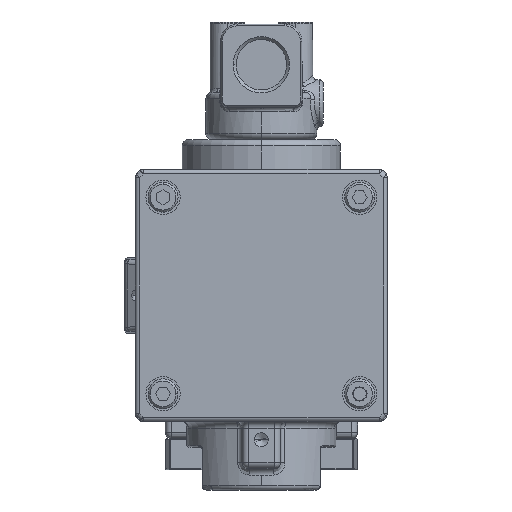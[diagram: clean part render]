
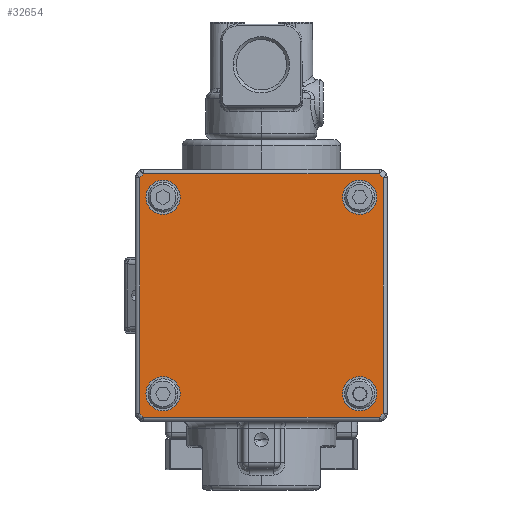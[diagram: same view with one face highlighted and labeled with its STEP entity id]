
A CAD part, left-side view. The second image highlights one B-rep face of the part: STEP entity #32654.
In plain terms, the highlighted face is planar.
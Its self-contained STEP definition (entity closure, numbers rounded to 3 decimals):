
#31692=DIRECTION('',(0.,0.707,0.707));
#31693=VECTOR('',#31692,1.293);
#31694=CARTESIAN_POINT('',(73.,-28.5,-25.914));
#31695=LINE('',#31694,#31693);
#31696=DIRECTION('',(0.,0.707,-0.707));
#31697=VECTOR('',#31696,1.293);
#31698=CARTESIAN_POINT('',(73.,27.586,-25.));
#31699=LINE('',#31698,#31697);
#31700=DIRECTION('',(0.,-0.707,
-0.707));
#31701=VECTOR('',#31700,1.293);
#31702=CARTESIAN_POINT('',(73.,28.5,-81.086));
#31703=LINE('',#31702,#31701);
#31704=DIRECTION('',(0.,-0.707,0.707));
#31705=VECTOR('',#31704,1.293);
#31706=CARTESIAN_POINT('',(73.,-27.586,-82.));
#31707=LINE('',#31706,#31705);
#31708=CARTESIAN_POINT('',(73.,23.,-30.5));
#31709=DIRECTION('',(1.,0.,0.));
#31710=DIRECTION('',(0.,-1.,0.));
#31711=AXIS2_PLACEMENT_3D('',#31708,#31709,#31710);
#31713=CARTESIAN_POINT('',(73.,23.,-30.5));
#31714=DIRECTION('',(1.,0.,0.));
#31715=DIRECTION('',(0.,1.,0.));
#31716=AXIS2_PLACEMENT_3D('',#31713,#31714,#31715);
#31718=CARTESIAN_POINT('',(73.,-23.,-30.5));
#31719=DIRECTION('',(1.,0.,0.));
#31720=DIRECTION('',(0.,-1.,0.));
#31721=AXIS2_PLACEMENT_3D('',#31718,#31719,#31720);
#31723=CARTESIAN_POINT('',(73.,-23.,-30.5));
#31724=DIRECTION('',(1.,0.,0.));
#31725=DIRECTION('',(0.,1.,0.));
#31726=AXIS2_PLACEMENT_3D('',#31723,#31724,#31725);
#31728=CARTESIAN_POINT('',(73.,23.,-76.5));
#31729=DIRECTION('',(1.,0.,0.));
#31730=DIRECTION('',(0.,-1.,0.));
#31731=AXIS2_PLACEMENT_3D('',#31728,#31729,#31730);
#31733=CARTESIAN_POINT('',(73.,23.,-76.5));
#31734=DIRECTION('',(1.,0.,0.));
#31735=DIRECTION('',(0.,1.,0.));
#31736=AXIS2_PLACEMENT_3D('',#31733,#31734,#31735);
#31738=CARTESIAN_POINT('',(73.,-23.,-76.5));
#31739=DIRECTION('',(1.,0.,0.));
#31740=DIRECTION('',(0.,-1.,0.));
#31741=AXIS2_PLACEMENT_3D('',#31738,#31739,#31740);
#31743=CARTESIAN_POINT('',(73.,-23.,-76.5));
#31744=DIRECTION('',(1.,0.,0.));
#31745=DIRECTION('',(0.,1.,0.));
#31746=AXIS2_PLACEMENT_3D('',#31743,#31744,#31745);
#31752=DIRECTION('',(0.,-1.,0.));
#31753=VECTOR('',#31752,55.172);
#31754=CARTESIAN_POINT('',(73.,27.586,-25.));
#31755=LINE('',#31754,#31753);
#31826=DIRECTION('',(0.,0.,1.));
#31827=VECTOR('',#31826,55.172);
#31828=CARTESIAN_POINT('',(73.,28.5,-81.086));
#31829=LINE('',#31828,#31827);
#31888=DIRECTION('',(0.,1.,0.));
#31889=VECTOR('',#31888,55.172);
#31890=CARTESIAN_POINT('',(73.,-27.586,-82.));
#31891=LINE('',#31890,#31889);
#31950=DIRECTION('',(0.,0.,-1.));
#31951=VECTOR('',#31950,55.172);
#31952=CARTESIAN_POINT('',(73.,-28.5,-25.914));
#31953=LINE('',#31952,#31951);
#32260=CARTESIAN_POINT('',(73.,-28.5,-25.914));
#32261=CARTESIAN_POINT('',(73.,-27.586,-25.));
#32262=VERTEX_POINT('',#32260);
#32263=VERTEX_POINT('',#32261);
#32264=CARTESIAN_POINT('',(73.,-28.5,-81.086));
#32265=VERTEX_POINT('',#32264);
#32266=CARTESIAN_POINT('',(73.,-27.586,-82.));
#32267=VERTEX_POINT('',#32266);
#32268=CARTESIAN_POINT('',(73.,27.586,-82.));
#32269=VERTEX_POINT('',#32268);
#32270=CARTESIAN_POINT('',(73.,28.5,-81.086));
#32271=VERTEX_POINT('',#32270);
#32272=CARTESIAN_POINT('',(73.,28.5,-25.914));
#32273=VERTEX_POINT('',#32272);
#32274=CARTESIAN_POINT('',(73.,27.586,-25.));
#32275=VERTEX_POINT('',#32274);
#32277=CARTESIAN_POINT('',(73.,27.,-30.5));
#32279=VERTEX_POINT('',#32277);
#32280=CARTESIAN_POINT('',(73.,19.,-30.5));
#32282=VERTEX_POINT('',#32280);
#32373=CARTESIAN_POINT('',(73.,-27.,-30.5));
#32375=VERTEX_POINT('',#32373);
#32376=CARTESIAN_POINT('',(73.,-19.,-30.5));
#32378=VERTEX_POINT('',#32376);
#32389=CARTESIAN_POINT('',(73.,19.,-76.5));
#32391=VERTEX_POINT('',#32389);
#32392=CARTESIAN_POINT('',(73.,27.,-76.5));
#32394=VERTEX_POINT('',#32392);
#32405=CARTESIAN_POINT('',(73.,-27.,-76.5));
#32407=VERTEX_POINT('',#32405);
#32408=CARTESIAN_POINT('',(73.,-19.,-76.5));
#32410=VERTEX_POINT('',#32408);
#32608=CARTESIAN_POINT('',(73.,0.,-53.5));
#32609=DIRECTION('',(1.,0.,0.));
#32610=DIRECTION('',(0.,-1.,0.));
#32611=AXIS2_PLACEMENT_3D('',#32608,#32609,#32610);
#32612=PLANE('',#32611);
#32613=ORIENTED_EDGE('',*,*,#32591,.T.);
#32615=ORIENTED_EDGE('',*,*,#32614,.F.);
#32617=ORIENTED_EDGE('',*,*,#32616,.T.);
#32619=ORIENTED_EDGE('',*,*,#32618,.F.);
#32621=ORIENTED_EDGE('',*,*,#32620,.T.);
#32623=ORIENTED_EDGE('',*,*,#32622,.F.);
#32625=ORIENTED_EDGE('',*,*,#32624,.T.);
#32627=ORIENTED_EDGE('',*,*,#32626,.F.);
#32628=EDGE_LOOP('',(#32613,#32615,#32617,#32619,#32621,#32623,#32625,#32627));
#32629=FACE_OUTER_BOUND('',#32628,.F.);
#32631=ORIENTED_EDGE('',*,*,#32630,.T.);
#32633=ORIENTED_EDGE('',*,*,#32632,.T.);
#32634=EDGE_LOOP('',(#32631,#32633));
#32635=FACE_BOUND('',#32634,.F.);
#32637=ORIENTED_EDGE('',*,*,#32636,.T.);
#32639=ORIENTED_EDGE('',*,*,#32638,.T.);
#32640=EDGE_LOOP('',(#32637,#32639));
#32641=FACE_BOUND('',#32640,.F.);
#32643=ORIENTED_EDGE('',*,*,#32642,.T.);
#32645=ORIENTED_EDGE('',*,*,#32644,.T.);
#32646=EDGE_LOOP('',(#32643,#32645));
#32647=FACE_BOUND('',#32646,.F.);
#32649=ORIENTED_EDGE('',*,*,#32648,.T.);
#32651=ORIENTED_EDGE('',*,*,#32650,.T.);
#32652=EDGE_LOOP('',(#32649,#32651));
#32653=FACE_BOUND('',#32652,.F.);
#32654=ADVANCED_FACE('',(#32629,#32635,#32641,#32647,#32653),#32612,.T.);
#31712=CIRCLE('',#31711,4.);
#31717=CIRCLE('',#31716,4.);
#31722=CIRCLE('',#31721,4.);
#31727=CIRCLE('',#31726,4.);
#31732=CIRCLE('',#31731,4.);
#31737=CIRCLE('',#31736,4.);
#31742=CIRCLE('',#31741,4.);
#31747=CIRCLE('',#31746,4.);
#32591=EDGE_CURVE('',#32262,#32263,#31695,.T.);
#32614=EDGE_CURVE('',#32275,#32263,#31755,.T.);
#32616=EDGE_CURVE('',#32275,#32273,#31699,.T.);
#32618=EDGE_CURVE('',#32271,#32273,#31829,.T.);
#32620=EDGE_CURVE('',#32271,#32269,#31703,.T.);
#32622=EDGE_CURVE('',#32267,#32269,#31891,.T.);
#32624=EDGE_CURVE('',#32267,#32265,#31707,.T.);
#32626=EDGE_CURVE('',#32262,#32265,#31953,.T.);
#32630=EDGE_CURVE('',#32282,#32279,#31712,.T.);
#32632=EDGE_CURVE('',#32279,#32282,#31717,.T.);
#32636=EDGE_CURVE('',#32375,#32378,#31722,.T.);
#32638=EDGE_CURVE('',#32378,#32375,#31727,.T.);
#32642=EDGE_CURVE('',#32391,#32394,#31732,.T.);
#32644=EDGE_CURVE('',#32394,#32391,#31737,.T.);
#32648=EDGE_CURVE('',#32407,#32410,#31742,.T.);
#32650=EDGE_CURVE('',#32410,#32407,#31747,.T.);
